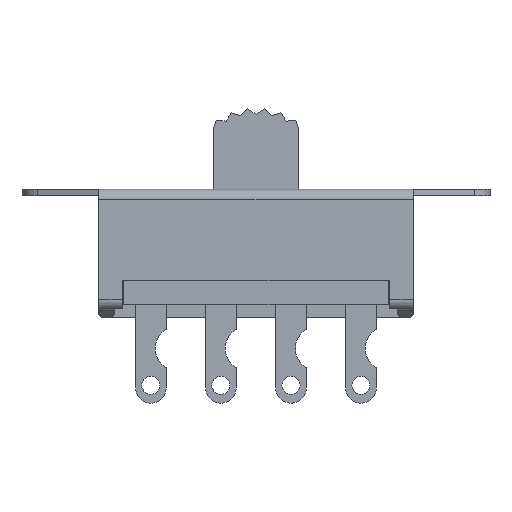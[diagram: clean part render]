
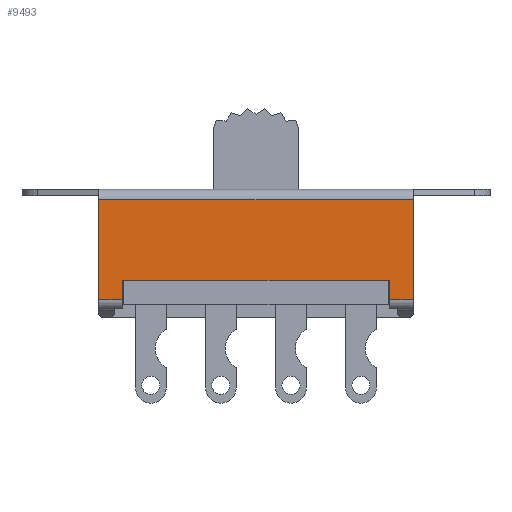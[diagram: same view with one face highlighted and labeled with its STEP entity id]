
A CAD part, top view. The second image highlights one B-rep face of the part: STEP entity #9493.
In plain terms, the highlighted planar face has unit normal (0, 0, 1).
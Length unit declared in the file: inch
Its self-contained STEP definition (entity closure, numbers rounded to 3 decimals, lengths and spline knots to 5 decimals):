
#834=FACE_OUTER_BOUND('',#1301,.T.);
#1301=EDGE_LOOP('',(#8193,#8194,#8195,#8196,#8197,#8198,#8199,#8200,#8201,
#8202));
#2210=LINE('',#14821,#3290);
#2275=LINE('',#14961,#3355);
#2280=LINE('',#14968,#3360);
#2288=LINE('',#14991,#3368);
#2356=LINE('',#15182,#3436);
#2376=LINE('',#15245,#3456);
#2382=LINE('',#15259,#3462);
#2383=LINE('',#15261,#3463);
#2384=LINE('',#15263,#3464);
#2385=LINE('',#15264,#3465);
#3290=VECTOR('',#12070,0.3937);
#3355=VECTOR('',#12257,0.3937);
#3360=VECTOR('',#12264,0.3937);
#3368=VECTOR('',#12282,0.3937);
#3436=VECTOR('',#12466,0.3937);
#3456=VECTOR('',#12540,0.3937);
#3462=VECTOR('',#12556,0.3937);
#3463=VECTOR('',#12559,0.3937);
#3464=VECTOR('',#12560,0.3937);
#3465=VECTOR('',#12561,0.3937);
#4221=VERTEX_POINT('',#14819);
#4222=VERTEX_POINT('',#14820);
#4236=VERTEX_POINT('',#14960);
#4237=VERTEX_POINT('',#14966);
#4246=VERTEX_POINT('',#14988);
#4247=VERTEX_POINT('',#14990);
#4311=VERTEX_POINT('',#15179);
#4312=VERTEX_POINT('',#15181);
#4328=VERTEX_POINT('',#15244);
#4332=VERTEX_POINT('',#15262);
#5416=EDGE_CURVE('',#4221,#4222,#2210,.T.);
#5488=EDGE_CURVE('',#4236,#4221,#2275,.T.);
#5493=EDGE_CURVE('',#4222,#4237,#2280,.T.);
#5504=EDGE_CURVE('',#4246,#4247,#2288,.T.);
#5603=EDGE_CURVE('',#4311,#4312,#2356,.T.);
#5635=EDGE_CURVE('',#4312,#4328,#2376,.T.);
#5643=EDGE_CURVE('',#4237,#4328,#2382,.T.);
#5644=EDGE_CURVE('',#4311,#4247,#2383,.T.);
#5645=EDGE_CURVE('',#4332,#4246,#2384,.T.);
#5646=EDGE_CURVE('',#4332,#4236,#2385,.T.);
#8193=ORIENTED_EDGE('',*,*,#5635,.F.);
#8194=ORIENTED_EDGE('',*,*,#5603,.F.);
#8195=ORIENTED_EDGE('',*,*,#5644,.T.);
#8196=ORIENTED_EDGE('',*,*,#5504,.F.);
#8197=ORIENTED_EDGE('',*,*,#5645,.F.);
#8198=ORIENTED_EDGE('',*,*,#5646,.T.);
#8199=ORIENTED_EDGE('',*,*,#5488,.T.);
#8200=ORIENTED_EDGE('',*,*,#5416,.T.);
#8201=ORIENTED_EDGE('',*,*,#5493,.T.);
#8202=ORIENTED_EDGE('',*,*,#5643,.T.);
#8636=PLANE('',#10183);
#9493=ADVANCED_FACE('',(#834),#8636,.T.);
#10183=AXIS2_PLACEMENT_3D('',#15260,#12557,#12558);
#12070=DIRECTION('',(1.,0.,0.));
#12257=DIRECTION('',(1.,0.,0.));
#12264=DIRECTION('',(1.,0.,0.));
#12282=DIRECTION('',(0.,1.,0.));
#12466=DIRECTION('',(0.,-1.,0.));
#12540=DIRECTION('',(-1.,0.,0.));
#12556=DIRECTION('',(0.,-1.,0.));
#12557=DIRECTION('center_axis',(0.,0.,
1.));
#12558=DIRECTION('ref_axis',(1.,0.,0.));
#12559=DIRECTION('',(-1.,0.,0.));
#12560=DIRECTION('',(-1.,0.,0.));
#12561=DIRECTION('',(0.,1.,0.));
#14819=CARTESIAN_POINT('',(-0.33603,-0.01851,-0.24425));
#14820=CARTESIAN_POINT('',(0.33597,-0.01851,-0.24425));
#14821=CARTESIAN_POINT('',(0.17,-0.01851,-0.24425));
#14960=CARTESIAN_POINT('',(-0.34,-0.01851,-0.24425));
#14961=CARTESIAN_POINT('',(0.17,-0.01851,-0.24425));
#14966=CARTESIAN_POINT('',(0.34,-0.01851,-0.24425));
#14968=CARTESIAN_POINT('',(0.17,-0.01851,-0.24425));
#14988=CARTESIAN_POINT('',(-0.4,-0.06851,-0.24425));
#14990=CARTESIAN_POINT('',(-0.4,0.18678,-0.24425));
#14991=CARTESIAN_POINT('',(-0.4,-0.14551,-0.24425));
#15179=CARTESIAN_POINT('',(0.4,0.18678,-0.24425));
#15181=CARTESIAN_POINT('',(0.4,-0.06851,-0.24425));
#15182=CARTESIAN_POINT('',(0.4,0.89049,-0.24425));
#15244=CARTESIAN_POINT('',(0.34,-0.06851,-0.24425));
#15245=CARTESIAN_POINT('',(0.,-0.06851,-0.24425));
#15259=CARTESIAN_POINT('',(0.34,0.14699,-0.24425));
#15260=CARTESIAN_POINT('Origin',(0.,0.37249,
-0.24425));
#15261=CARTESIAN_POINT('',(0.,0.18678,-0.24425));
#15262=CARTESIAN_POINT('',(-0.34,-0.06851,-0.24425));
#15263=CARTESIAN_POINT('',(0.,-0.06851,-0.24425));
#15264=CARTESIAN_POINT('',(-0.34,0.17699,-0.24425));
